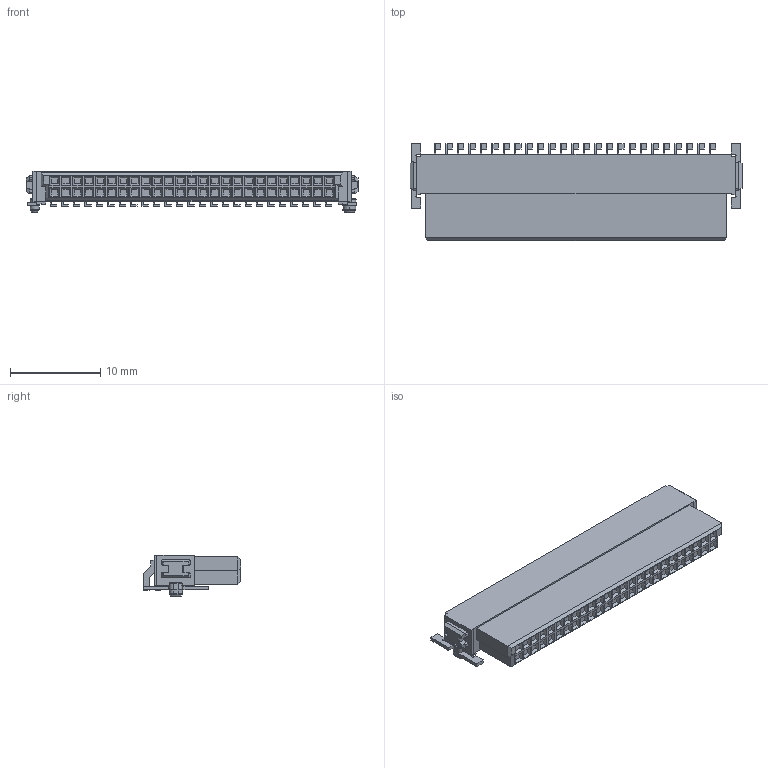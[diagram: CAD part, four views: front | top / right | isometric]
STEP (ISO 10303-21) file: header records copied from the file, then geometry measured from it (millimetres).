
FILE_DESCRIPTION((''),'2;1');
FILE_NAME('ERNI_154742.stp','2011-01-13T10:42:49',(''),(''),'Mechanical Desktop 2011','Mechanical Desktop 2011',', , ');
FILE_SCHEMA(('AUTOMOTIVE_DESIGN { 1 2 10303 214 1 1 1 1 }'));
Length unit declared in the file: millimetre
Products named in the file (1): Product
Bounding box: 36.83 x 10.8 x 4.6 mm (x, y, z)
Volume: 1102.6 mm3; surface area: 1688.9 mm2
Topology: 92 solids, 92 shells, 1111 faces, 2600 edges, 1723 vertices
Faces by surface type: plane 1045, cylinder 27, bspline 20, torus 11, cone 8
Entity records: 31128 total; most frequent: CARTESIAN_POINT 5559, ORIENTED_EDGE 5200, DIRECTION 4880, EDGE_CURVE 2600, VECTOR 2496, LINE 2496, VERTEX_POINT 1723, AXIS2_PLACEMENT_3D 1192
